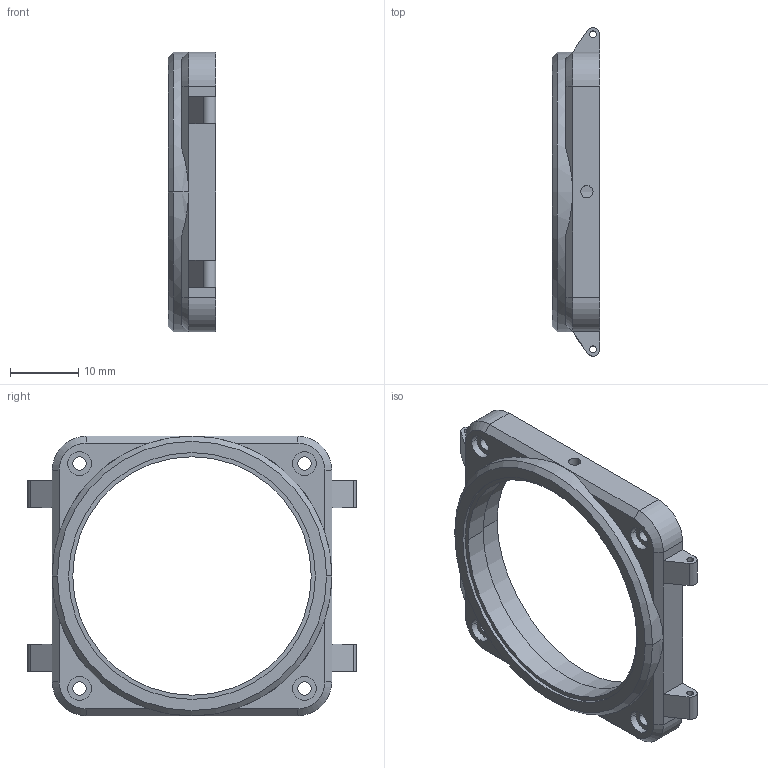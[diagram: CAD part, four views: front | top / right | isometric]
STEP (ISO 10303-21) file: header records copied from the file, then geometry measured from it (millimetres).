
FILE_DESCRIPTION(('CATIA V5 STEP Exchange'),'2;1');
FILE_NAME('Avant.stp','2020-08-08T15:51:13+00:00',('none'),('none'),'CATIA Version 5 Release 20 GA (IN-10)','CATIA V5 STEP AP203','none');
FILE_SCHEMA(('CONFIG_CONTROL_DESIGN'));
Length unit declared in the file: millimetre
Products named in the file (1): Part1
Bounding box: 7 x 48.22 x 41 mm (x, y, z)
Volume: 3929.3 mm3; surface area: 3412.6 mm2
Topology: 1 solids, 1 shells, 88 faces, 217 edges, 137 vertices
Faces by surface type: cylinder 42, plane 40, cone 6
Entity records: 2441 total; most frequent: CARTESIAN_POINT 455, ORIENTED_EDGE 434, DIRECTION 308, EDGE_CURVE 217, AXIS2_PLACEMENT_3D 142, VERTEX_POINT 137, VECTOR 116, LINE 116
